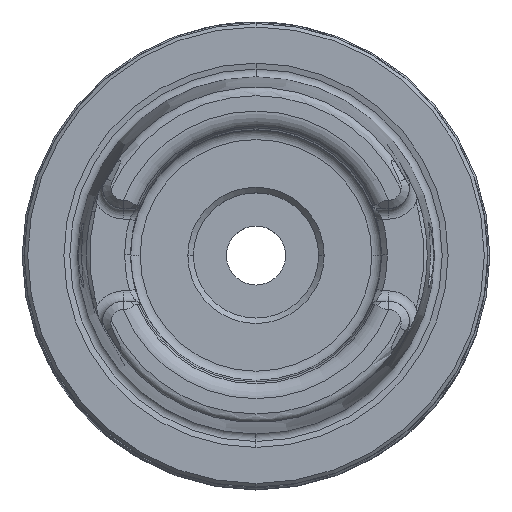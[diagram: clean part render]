
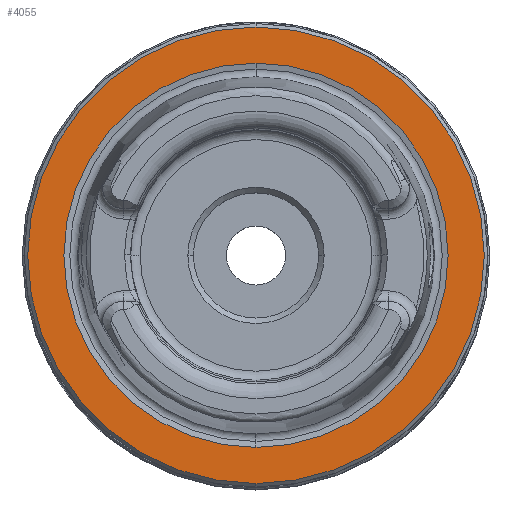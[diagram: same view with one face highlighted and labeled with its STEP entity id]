
A CAD part, top view. The second image highlights one B-rep face of the part: STEP entity #4055.
In plain terms, the highlighted planar face has unit normal (0, 0, 1).
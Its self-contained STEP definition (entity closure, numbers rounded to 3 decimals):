
#1887=VERTEX_POINT('NONE',#5459);
#2091=EDGE_CURVE('NONE',#1887,#5347,#5682,.F.);
#2329=VERTEX_POINT('NONE',#5944);
#2441=EDGE_CURVE('NONE',#3121,#2329,#6070,.T.);
#3121=VERTEX_POINT('NONE',#6804);
#4055=ADVANCED_FACE('NONE',(#7839,#7840),#7841,.F.);
#4651=EDGE_CURVE('NONE',#5347,#1887,#8506,.T.);
#4829=EDGE_CURVE('NONE',#2329,#3121,#8701,.T.);
#5347=VERTEX_POINT('NONE',#9273);
#5459=CARTESIAN_POINT('',(0.,26.09,0.));
#5682=CIRCLE('',#9963,26.09);
#5944=CARTESIAN_POINT('',(0.,30.995,0.));
#6070=CIRCLE('',#10904,30.995);
#6804=CARTESIAN_POINT('',(0.,-30.995,0.));
#7839=FACE_OUTER_BOUND('',#16124,.T.);
#7840=FACE_BOUND('',#16125,.T.);
#7841=PLANE('',#16126);
#8506=CIRCLE('',#17958,26.09);
#8701=CIRCLE('',#18448,30.995);
#9273=CARTESIAN_POINT('',(0.,-26.09,0.));
#9963=AXIS2_PLACEMENT_3D('',#20241,#20242,#20243);
#10904=AXIS2_PLACEMENT_3D('',#20664,#20665,#20666);
#16124=EDGE_LOOP('',(#22574,#22575));
#16125=EDGE_LOOP('',(#22576,#22577));
#16126=AXIS2_PLACEMENT_3D('',#22578,#22579,#22580);
#17958=AXIS2_PLACEMENT_3D('',#23374,#23375,#23376);
#18448=AXIS2_PLACEMENT_3D('',#23575,#23576,#23577);
#20241=CARTESIAN_POINT('',(0.,0.,0.));
#20242=DIRECTION('',(0.0,0.0,-1.0));
#20243=DIRECTION('',(0.,1.0,0.0));
#20664=CARTESIAN_POINT('',(0.,0.,0.));
#20665=DIRECTION('',(0.0,0.0,1.0));
#20666=DIRECTION('',(0.,-1.0,0.0));
#22574=ORIENTED_EDGE('',*,*,#2441,.T.);
#22575=ORIENTED_EDGE('',*,*,#4829,.T.);
#22576=ORIENTED_EDGE('',*,*,#2091,.F.);
#22577=ORIENTED_EDGE('',*,*,#4651,.F.);
#22578=CARTESIAN_POINT('',(0.,-24.796,0.));
#22579=DIRECTION('',(-0.0,0.0,-1.0));
#22580=DIRECTION('',(0.,-1.0,0.0));
#23374=CARTESIAN_POINT('',(0.,0.,0.));
#23375=DIRECTION('',(0.0,-0.0,1.0));
#23376=DIRECTION('',(0.,1.0,0.0));
#23575=CARTESIAN_POINT('',(0.,0.,0.));
#23576=DIRECTION('',(0.0,0.0,1.0));
#23577=DIRECTION('',(0.,-1.0,0.0));
